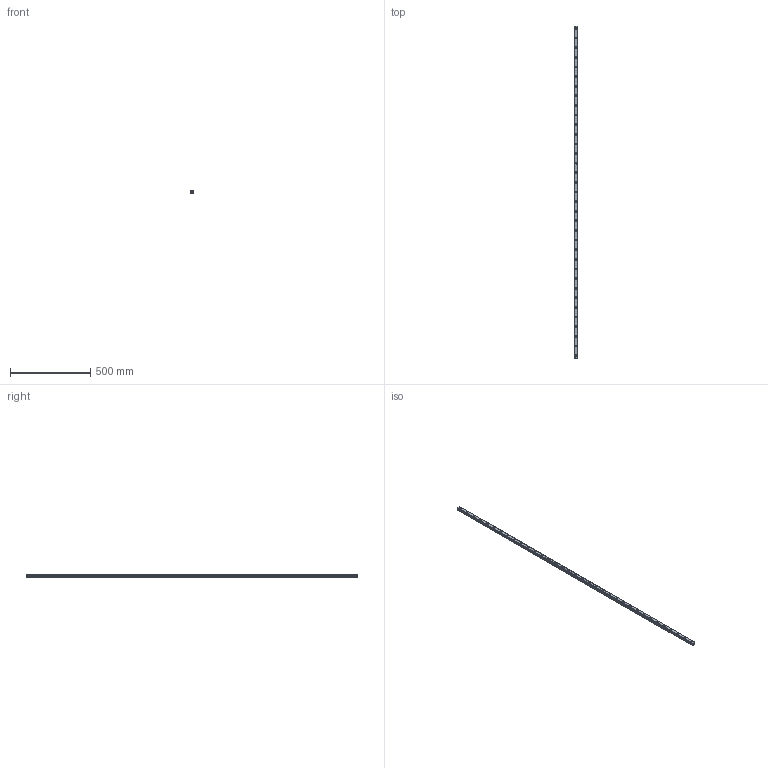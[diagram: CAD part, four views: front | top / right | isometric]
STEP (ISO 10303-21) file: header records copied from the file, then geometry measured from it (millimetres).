
FILE_DESCRIPTION(('STEP AP214'),'1');
FILE_NAME('cctmp_6463E7ED-61C6-4BC0-913E-169B934CE505_2021_02_09_15_09_44_0653..stp','2021-02-09T14:09:44',('HIWIN GmbH'),('CADClick - www.CADClick.com'),'Spatial InterOp 3D',' ','unknown authorization');
FILE_SCHEMA(('AUTOMOTIVE_DESIGN'));
Length unit declared in the file: millimetre
Products named in the file (1): EGR25R2070C_FILE
Bounding box: 23 x 2070 x 18 mm (x, y, z)
Volume: 711404.9 mm3; surface area: 192861.2 mm2
Topology: 1 solids, 1 shells, 525 faces, 1347 edges, 898 vertices
Faces by surface type: plane 295, cylinder 230
Entity records: 20545 total; most frequent: DIRECTION 3139, CARTESIAN_POINT 2771, ORIENTED_EDGE 2694, EDGE_CURVE 1347, AXIS2_PLACEMENT_3D 1266, VERTEX_POINT 898, LINE 607, VECTOR 607
